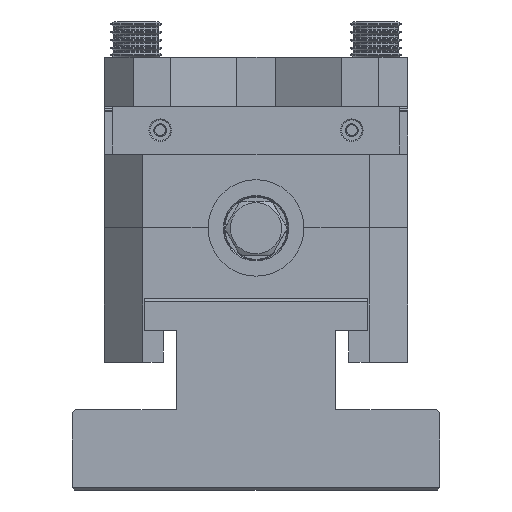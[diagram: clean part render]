
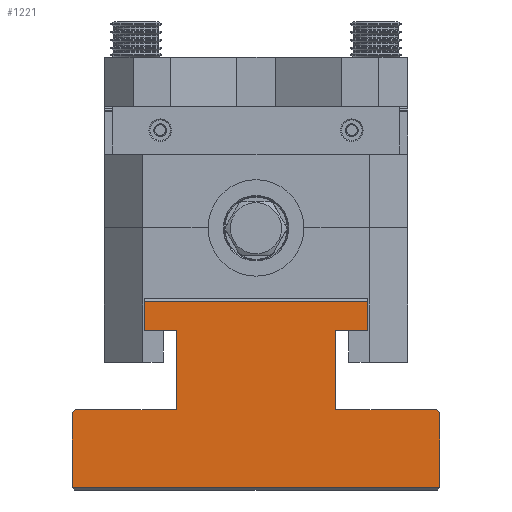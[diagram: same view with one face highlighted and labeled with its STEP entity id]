
A CAD part, left-side view. The second image highlights one B-rep face of the part: STEP entity #1221.
In plain terms, the highlighted planar face has unit normal (-1, 0, 0).
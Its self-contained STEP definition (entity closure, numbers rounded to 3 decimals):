
#866=FACE_OUTER_BOUND('',#5289,.T.);
#1221=ADVANCED_FACE('',(#866),#2083,.T.);
#2083=PLANE('',#13251);
#2460=LINE('',#18698,#3326);
#2466=LINE('',#18712,#3332);
#2472=LINE('',#18725,#3338);
#2488=LINE('',#18764,#3354);
#2489=LINE('',#18767,#3355);
#2490=LINE('',#18768,#3356);
#2491=LINE('',#18769,#3357);
#2492=LINE('',#18771,#3358);
#2493=LINE('',#18773,#3359);
#2494=LINE('',#18775,#3360);
#2495=LINE('',#18777,#3361);
#2496=LINE('',#18778,#3362);
#2497=LINE('',#18780,#3363);
#2498=LINE('',#18782,#3364);
#2499=LINE('',#18784,#3365);
#2500=LINE('',#18786,#3366);
#3326=VECTOR('',#14782,1.);
#3332=VECTOR('',#14790,1.);
#3338=VECTOR('',#14800,1.);
#3354=VECTOR('',#14826,1.);
#3355=VECTOR('',#14827,1.);
#3356=VECTOR('',#14828,1.);
#3357=VECTOR('',#14829,1.);
#3358=VECTOR('',#14830,1.);
#3359=VECTOR('',#14831,1.);
#3360=VECTOR('',#14832,1.);
#3361=VECTOR('',#14833,1.);
#3362=VECTOR('',#14834,1.);
#3363=VECTOR('',#14835,1.);
#3364=VECTOR('',#14836,1.);
#3365=VECTOR('',#14837,1.);
#3366=VECTOR('',#14838,1.);
#5289=EDGE_LOOP('',(#6729,#6730,#6731,#6732,#6733,#6734,#6735,#6736,#6737,
#6738,#6739,#6740,#6741,#6742,#6743,#6744));
#6729=ORIENTED_EDGE('',*,*,#11067,.T.);
#6730=ORIENTED_EDGE('',*,*,#11068,.T.);
#6731=ORIENTED_EDGE('',*,*,#11037,.F.);
#6732=ORIENTED_EDGE('',*,*,#11069,.T.);
#6733=ORIENTED_EDGE('',*,*,#11043,.T.);
#6734=ORIENTED_EDGE('',*,*,#11070,.T.);
#6735=ORIENTED_EDGE('',*,*,#11071,.F.);
#6736=ORIENTED_EDGE('',*,*,#11072,.F.);
#6737=ORIENTED_EDGE('',*,*,#11073,.F.);
#6738=ORIENTED_EDGE('',*,*,#11074,.T.);
#6739=ORIENTED_EDGE('',*,*,#11049,.T.);
#6740=ORIENTED_EDGE('',*,*,#11075,.T.);
#6741=ORIENTED_EDGE('',*,*,#11076,.F.);
#6742=ORIENTED_EDGE('',*,*,#11077,.T.);
#6743=ORIENTED_EDGE('',*,*,#11078,.T.);
#6744=ORIENTED_EDGE('',*,*,#11079,.T.);
#9803=VERTEX_POINT('',#18699);
#9804=VERTEX_POINT('',#18700);
#9809=VERTEX_POINT('',#18711);
#9810=VERTEX_POINT('',#18713);
#9815=VERTEX_POINT('',#18726);
#9816=VERTEX_POINT('',#18727);
#9833=VERTEX_POINT('',#18765);
#9834=VERTEX_POINT('',#18766);
#9835=VERTEX_POINT('',#18770);
#9836=VERTEX_POINT('',#18772);
#9837=VERTEX_POINT('',#18774);
#9838=VERTEX_POINT('',#18776);
#9839=VERTEX_POINT('',#18779);
#9840=VERTEX_POINT('',#18781);
#9841=VERTEX_POINT('',#18783);
#9842=VERTEX_POINT('',#18785);
#11037=EDGE_CURVE('',#9803,#9804,#2460,.T.);
#11043=EDGE_CURVE('',#9810,#9809,#2466,.T.);
#11049=EDGE_CURVE('',#9815,#9816,#2472,.T.);
#11067=EDGE_CURVE('',#9833,#9834,#2488,.T.);
#11068=EDGE_CURVE('',#9834,#9804,#2489,.T.);
#11069=EDGE_CURVE('',#9803,#9810,#2490,.T.);
#11070=EDGE_CURVE('',#9809,#9835,#2491,.T.);
#11071=EDGE_CURVE('',#9836,#9835,#2492,.T.);
#11072=EDGE_CURVE('',#9837,#9836,#2493,.T.);
#11073=EDGE_CURVE('',#9838,#9837,#2494,.T.);
#11074=EDGE_CURVE('',#9838,#9815,#2495,.T.);
#11075=EDGE_CURVE('',#9816,#9839,#2496,.T.);
#11076=EDGE_CURVE('',#9840,#9839,#2497,.T.);
#11077=EDGE_CURVE('',#9840,#9841,#2498,.T.);
#11078=EDGE_CURVE('',#9841,#9842,#2499,.T.);
#11079=EDGE_CURVE('',#9842,#9833,#2500,.T.);
#13251=AXIS2_PLACEMENT_3D('',#18787,#14839,#14840);
#14782=DIRECTION('',(0.,0.,1.));
#14790=DIRECTION('',(0.,0.,1.));
#14800=DIRECTION('',(0.,0.,1.));
#14826=DIRECTION('',(0.,1.,0.));
#14827=DIRECTION('',(0.,0.707,-0.707));
#14828=DIRECTION('',(0.,-1.,0.));
#14829=DIRECTION('',(0.,0.707,0.707));
#14830=DIRECTION('',(0.,-1.,0.));
#14831=DIRECTION('',(0.,0.,-1.));
#14832=DIRECTION('',(0.,1.,0.));
#14833=DIRECTION('',(0.,-0.707,0.707));
#14834=DIRECTION('',(0.,1.,0.));
#14835=DIRECTION('',(0.,0.,1.));
#14836=DIRECTION('',(0.,-0.707,-0.707));
#14837=DIRECTION('',(0.,-1.,0.));
#14838=DIRECTION('',(0.,0.,-1.));
#14839=DIRECTION('',(-1.,0.,0.));
#14840=DIRECTION('',(0.,0.,1.));
#18698=CARTESIAN_POINT('',(160.295,100.,-5.4));
#18699=CARTESIAN_POINT('',(160.295,100.,-4.4));
#18700=CARTESIAN_POINT('',(160.295,100.,19.));
#18711=CARTESIAN_POINT('',(160.295,-15.,19.));
#18712=CARTESIAN_POINT('',(160.295,-15.,-5.4));
#18713=CARTESIAN_POINT('',(160.295,-15.,-4.4));
#18725=CARTESIAN_POINT('',(160.295,7.5,-5.4));
#18726=CARTESIAN_POINT('',(160.295,7.5,45.4));
#18727=CARTESIAN_POINT('',(160.295,7.5,54.));
#18764=CARTESIAN_POINT('',(160.295,42.5,20.));
#18765=CARTESIAN_POINT('',(160.295,67.5,20.));
#18766=CARTESIAN_POINT('',(160.295,99.,20.));
#18767=CARTESIAN_POINT('',(160.295,83.45,35.55));
#18768=CARTESIAN_POINT('',(160.295,42.5,-4.4));
#18769=CARTESIAN_POINT('',(160.295,1.55,35.55));
#18770=CARTESIAN_POINT('',(160.295,-14.,20.));
#18771=CARTESIAN_POINT('',(160.295,42.5,20.));
#18772=CARTESIAN_POINT('',(160.295,17.5,20.));
#18773=CARTESIAN_POINT('',(160.295,17.5,-5.4));
#18774=CARTESIAN_POINT('',(160.295,17.5,44.8));
#18775=CARTESIAN_POINT('',(160.295,42.5,44.8));
#18776=CARTESIAN_POINT('',(160.295,8.1,44.8));
#18777=CARTESIAN_POINT('',(160.295,50.4,2.5));
#18778=CARTESIAN_POINT('',(160.295,42.5,54.));
#18779=CARTESIAN_POINT('',(160.295,77.5,54.));
#18780=CARTESIAN_POINT('',(160.295,77.5,-5.4));
#18781=CARTESIAN_POINT('',(160.295,77.5,45.4));
#18782=CARTESIAN_POINT('',(160.295,34.6,2.5));
#18783=CARTESIAN_POINT('',(160.295,76.9,44.8));
#18784=CARTESIAN_POINT('',(160.295,87.5,44.8));
#18785=CARTESIAN_POINT('',(160.295,67.5,44.8));
#18786=CARTESIAN_POINT('',(160.295,67.5,-5.4));
#18787=CARTESIAN_POINT('',(160.295,42.5,-5.4));
